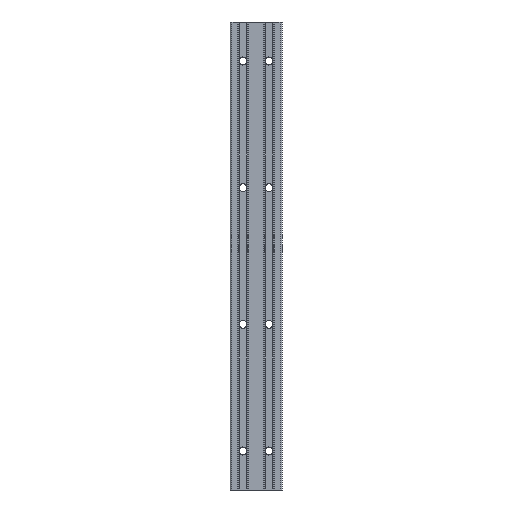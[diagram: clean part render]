
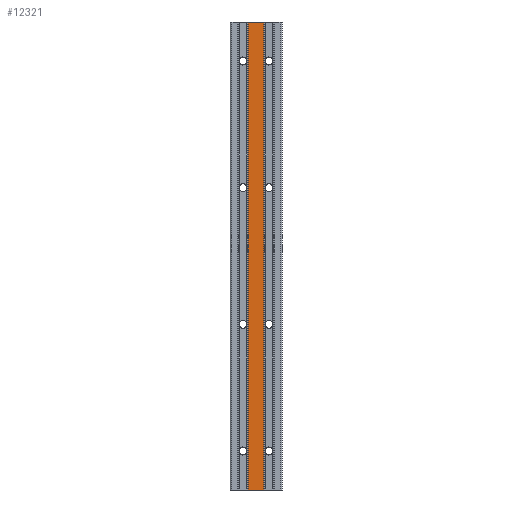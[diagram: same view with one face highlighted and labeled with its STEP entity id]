
A CAD part, front view. The second image highlights one B-rep face of the part: STEP entity #12321.
In plain terms, the highlighted planar face has unit normal (0, -1, 0).
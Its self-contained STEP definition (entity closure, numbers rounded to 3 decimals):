
#13 = ORIENTED_EDGE ( 'NONE', *, *, #6097, .T. ) ;
#360 = EDGE_LOOP ( 'NONE', ( #12357, #7892, #13, #13040 ) ) ;
#1413 = CARTESIAN_POINT ( 'NONE',  ( 6.1, -10., 180. ) ) ;
#1625 = CARTESIAN_POINT ( 'NONE',  ( -6.4, -10., -180. ) ) ;
#1777 = DIRECTION ( 'NONE',  ( 0., 0., 1. ) ) ;
#1800 = EDGE_CURVE ( 'NONE', #10019, #10812, #3109, .T. ) ;
#2622 = VECTOR ( 'NONE', #10391, 1000. ) ;
#3109 = LINE ( 'NONE', #12290, #8991 ) ;
#3244 = VERTEX_POINT ( 'NONE', #1413 ) ;
#3615 = VECTOR ( 'NONE', #4229, 1000. ) ;
#4122 = EDGE_CURVE ( 'NONE', #5190, #3244, #12532, .T. ) ;
#4229 = DIRECTION ( 'NONE',  ( 0., 0., 1. ) ) ;
#4704 = CARTESIAN_POINT ( 'NONE',  ( -6.4, -10., 180. ) ) ;
#5190 = VERTEX_POINT ( 'NONE', #10055 ) ;
#5496 = DIRECTION ( 'NONE',  ( 1., 0., 0. ) ) ;
#5583 = FACE_OUTER_BOUND ( 'NONE', #360, .T. ) ;
#5818 = CARTESIAN_POINT ( 'NONE',  ( -6.1, -10., -180. ) ) ;
#6066 = VECTOR ( 'NONE', #5496, 1000. ) ;
#6097 = EDGE_CURVE ( 'NONE', #10812, #5190, #10870, .T. ) ;
#6188 = CARTESIAN_POINT ( 'NONE',  ( 6.1, -10., 180. ) ) ;
#7234 = DIRECTION ( 'NONE',  ( 0., 0., -1. ) ) ;
#7839 = CARTESIAN_POINT ( 'NONE',  ( -6.1, -10., 180. ) ) ;
#7892 = ORIENTED_EDGE ( 'NONE', *, *, #1800, .T. ) ;
#8054 = EDGE_CURVE ( 'NONE', #10019, #3244, #12753, .T. ) ;
#8991 = VECTOR ( 'NONE', #7234, 1000. ) ;
#9714 = PLANE ( 'NONE',  #12306 ) ;
#9786 = DIRECTION ( 'NONE',  ( 0., 1., 0. ) ) ;
#10019 = VERTEX_POINT ( 'NONE', #7839 ) ;
#10055 = CARTESIAN_POINT ( 'NONE',  ( 6.1, -10., -180. ) ) ;
#10391 = DIRECTION ( 'NONE',  ( 1., 0., 0. ) ) ;
#10812 = VERTEX_POINT ( 'NONE', #5818 ) ;
#10870 = LINE ( 'NONE', #1625, #6066 ) ;
#11268 = CARTESIAN_POINT ( 'NONE',  ( -6.4, -10., 180. ) ) ;
#12290 = CARTESIAN_POINT ( 'NONE',  ( -6.1, -10., 180. ) ) ;
#12306 = AXIS2_PLACEMENT_3D ( 'NONE', #4704, #9786, #1777 ) ;
#12321 = ADVANCED_FACE ( 'NONE', ( #5583 ), #9714, .F. ) ;
#12357 = ORIENTED_EDGE ( 'NONE', *, *, #8054, .F. ) ;
#12532 = LINE ( 'NONE', #6188, #3615 ) ;
#12753 = LINE ( 'NONE', #11268, #2622 ) ;
#13040 = ORIENTED_EDGE ( 'NONE', *, *, #4122, .T. ) ;
